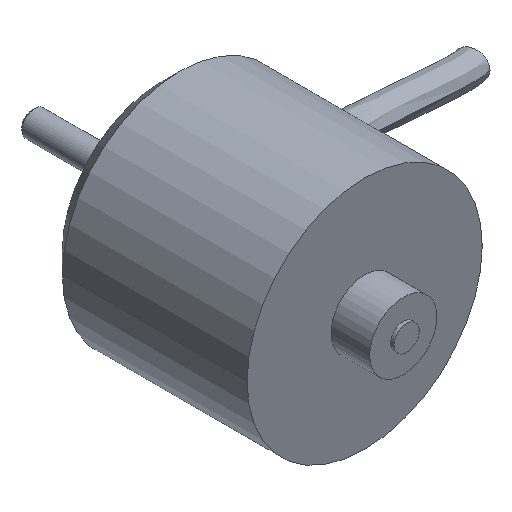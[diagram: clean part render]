
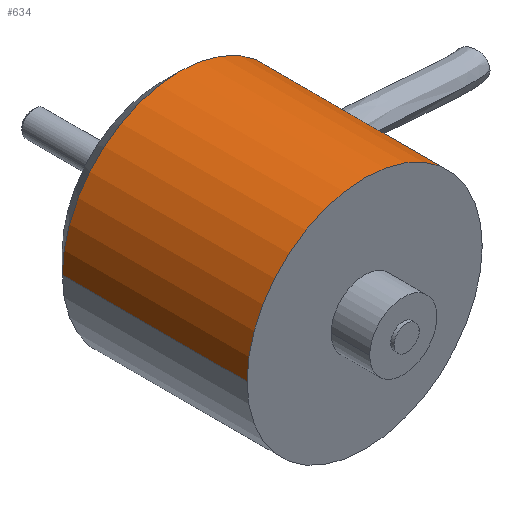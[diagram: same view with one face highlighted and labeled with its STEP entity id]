
A CAD part, isometric view. The second image highlights one B-rep face of the part: STEP entity #634.
In plain terms, the highlighted cylindrical face has radius 14 mm (diameter 28 mm), a partial arc.
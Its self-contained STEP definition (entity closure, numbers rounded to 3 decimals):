
#65 = LINE ( 'NONE', #846, #839 ) ;
#69 = DIRECTION ( 'NONE',  ( 0., 1., 0. ) ) ;
#79 = VERTEX_POINT ( 'NONE', #254 ) ;
#92 = EDGE_CURVE ( 'NONE', #1264, #79, #65, .T. ) ;
#254 = CARTESIAN_POINT ( 'NONE',  ( 14., 27., 0. ) ) ;
#298 = CARTESIAN_POINT ( 'NONE',  ( 0., 27., 0. ) ) ;
#336 = DIRECTION ( 'NONE',  ( 0., 1., 0. ) ) ;
#355 = EDGE_CURVE ( 'NONE', #380, #79, #998, .T. ) ;
#380 = VERTEX_POINT ( 'NONE', #1059 ) ;
#390 = DIRECTION ( 'NONE',  ( -1., 0., 0. ) ) ;
#485 = CARTESIAN_POINT ( 'NONE',  ( 14., 5., 0. ) ) ;
#529 = VECTOR ( 'NONE', #539, 1000. ) ;
#531 = LINE ( 'NONE', #1271, #529 ) ;
#533 = DIRECTION ( 'NONE',  ( -1., 0., 0. ) ) ;
#539 = DIRECTION ( 'NONE',  ( 0., 1., 0. ) ) ;
#571 = EDGE_CURVE ( 'NONE', #1286, #1264, #773, .T. ) ;
#598 = CYLINDRICAL_SURFACE ( 'NONE', #1196, 14. ) ;
#605 = EDGE_LOOP ( 'NONE', ( #1163, #1168, #1180, #1183 ) ) ;
#630 = DIRECTION ( 'NONE',  ( 0., 1., 0. ) ) ;
#634 = ADVANCED_FACE ( 'NONE', ( #639 ), #598, .T. ) ;
#639 = FACE_OUTER_BOUND ( 'NONE', #605, .T. ) ;
#668 = EDGE_CURVE ( 'NONE', #1286, #380, #531, .T. ) ;
#773 = CIRCLE ( 'NONE', #1316, 14. ) ;
#839 = VECTOR ( 'NONE', #69, 1000. ) ;
#846 = CARTESIAN_POINT ( 'NONE',  ( 14., 44.7, 0. ) ) ;
#881 = CARTESIAN_POINT ( 'NONE',  ( -14., 5., 0. ) ) ;
#920 = CARTESIAN_POINT ( 'NONE',  ( 0., 5., 0. ) ) ;
#968 = DIRECTION ( 'NONE',  ( 0., 1., 0. ) ) ;
#998 = CIRCLE ( 'NONE', #1253, 14. ) ;
#1007 = DIRECTION ( 'NONE',  ( -1., 0., 0. ) ) ;
#1059 = CARTESIAN_POINT ( 'NONE',  ( -14., 27., 0. ) ) ;
#1163 = ORIENTED_EDGE ( 'NONE', *, *, #571, .T. ) ;
#1168 = ORIENTED_EDGE ( 'NONE', *, *, #92, .T. ) ;
#1180 = ORIENTED_EDGE ( 'NONE', *, *, #355, .F. ) ;
#1183 = ORIENTED_EDGE ( 'NONE', *, *, #668, .F. ) ;
#1196 = AXIS2_PLACEMENT_3D ( 'NONE', #1258, #630, #533 ) ;
#1253 = AXIS2_PLACEMENT_3D ( 'NONE', #298, #968, #390 ) ;
#1258 = CARTESIAN_POINT ( 'NONE',  ( 0., 44.7, 0. ) ) ;
#1264 = VERTEX_POINT ( 'NONE', #485 ) ;
#1271 = CARTESIAN_POINT ( 'NONE',  ( -14., 44.7, 0. ) ) ;
#1286 = VERTEX_POINT ( 'NONE', #881 ) ;
#1316 = AXIS2_PLACEMENT_3D ( 'NONE', #920, #336, #1007 ) ;
